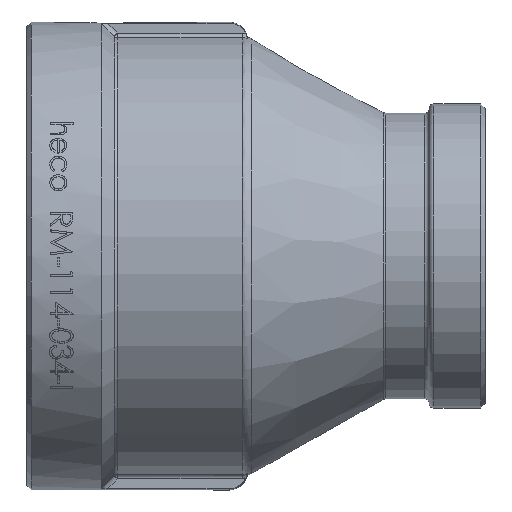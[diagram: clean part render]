
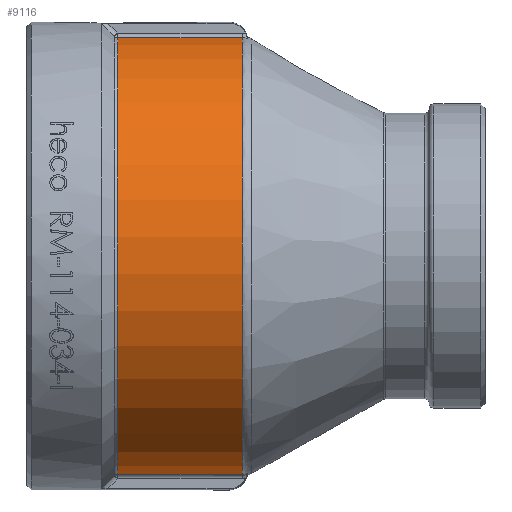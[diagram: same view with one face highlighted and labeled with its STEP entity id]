
A CAD part, top view. The second image highlights one B-rep face of the part: STEP entity #9116.
In plain terms, the highlighted cylindrical face has radius 23.5 mm (diameter 47 mm), a partial arc.
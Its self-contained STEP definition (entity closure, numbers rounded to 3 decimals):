
#216 = DIRECTION ( 'NONE',  ( 0., -1., 0. ) ) ;
#412 = CARTESIAN_POINT ( 'NONE',  ( -39.293, -23.316, 2.938 ) ) ;
#454 = EDGE_CURVE ( 'NONE', #15427, #3569, #7536, .T. ) ;
#1228 = EDGE_CURVE ( 'NONE', #10174, #7041, #11931, .T. ) ;
#2710 = CARTESIAN_POINT ( 'NONE',  ( -32.724, 0., 0. ) ) ;
#2747 = ORIENTED_EDGE ( 'NONE', *, *, #4495, .F. ) ;
#3345 = CARTESIAN_POINT ( 'NONE',  ( -25.948, 23.316, 2.938 ) ) ;
#3569 = VERTEX_POINT ( 'NONE', #3345 ) ;
#4132 = VECTOR ( 'NONE', #17426, 1000. ) ;
#4196 = ORIENTED_EDGE ( 'NONE', *, *, #5291, .T. ) ;
#4495 = EDGE_CURVE ( 'NONE', #7041, #15427, #4797, .T. ) ;
#4797 = CIRCLE ( 'NONE', #14753, 23.5 ) ;
#5291 = EDGE_CURVE ( 'NONE', #10174, #3569, #5956, .T. ) ;
#5955 = DIRECTION ( 'NONE',  ( 0., 1., 0. ) ) ;
#5956 = CIRCLE ( 'NONE', #12793, 23.5 ) ;
#6508 = VECTOR ( 'NONE', #17244, 1000. ) ;
#6911 = DIRECTION ( 'NONE',  ( 0., -1., 0. ) ) ;
#7041 = VERTEX_POINT ( 'NONE', #412 ) ;
#7312 = ORIENTED_EDGE ( 'NONE', *, *, #454, .F. ) ;
#7536 = LINE ( 'NONE', #12985, #6508 ) ;
#7987 = CARTESIAN_POINT ( 'NONE',  ( -32.724, -23.316, 2.938 ) ) ;
#8537 = CARTESIAN_POINT ( 'NONE',  ( -39.293, 0., 0. ) ) ;
#9116 = ADVANCED_FACE ( 'NONE', ( #14935 ), #13766, .T. ) ;
#10147 = EDGE_LOOP ( 'NONE', ( #13556, #4196, #7312, #2747 ) ) ;
#10174 = VERTEX_POINT ( 'NONE', #16246 ) ;
#11931 = LINE ( 'NONE', #7987, #4132 ) ;
#12183 = CARTESIAN_POINT ( 'NONE',  ( -25.948, 0., 0. ) ) ;
#12448 = DIRECTION ( 'NONE',  ( -1., 0., 0. ) ) ;
#12638 = DIRECTION ( 'NONE',  ( -1., 0., 0. ) ) ;
#12793 = AXIS2_PLACEMENT_3D ( 'NONE', #12183, #15111, #6911 ) ;
#12985 = CARTESIAN_POINT ( 'NONE',  ( -32.724, 23.316, 2.938 ) ) ;
#13556 = ORIENTED_EDGE ( 'NONE', *, *, #1228, .F. ) ;
#13766 = CYLINDRICAL_SURFACE ( 'NONE', #15909, 23.5 ) ;
#14753 = AXIS2_PLACEMENT_3D ( 'NONE', #8537, #12638, #5955 ) ;
#14863 = CARTESIAN_POINT ( 'NONE',  ( -39.293, 23.316, 2.938 ) ) ;
#14935 = FACE_OUTER_BOUND ( 'NONE', #10147, .T. ) ;
#15111 = DIRECTION ( 'NONE',  ( -1., 0., 0. ) ) ;
#15427 = VERTEX_POINT ( 'NONE', #14863 ) ;
#15909 = AXIS2_PLACEMENT_3D ( 'NONE', #2710, #12448, #216 ) ;
#16246 = CARTESIAN_POINT ( 'NONE',  ( -25.948, -23.316, 2.938 ) ) ;
#17244 = DIRECTION ( 'NONE',  ( 1., 0., 0. ) ) ;
#17426 = DIRECTION ( 'NONE',  ( -1., 0., 0. ) ) ;
